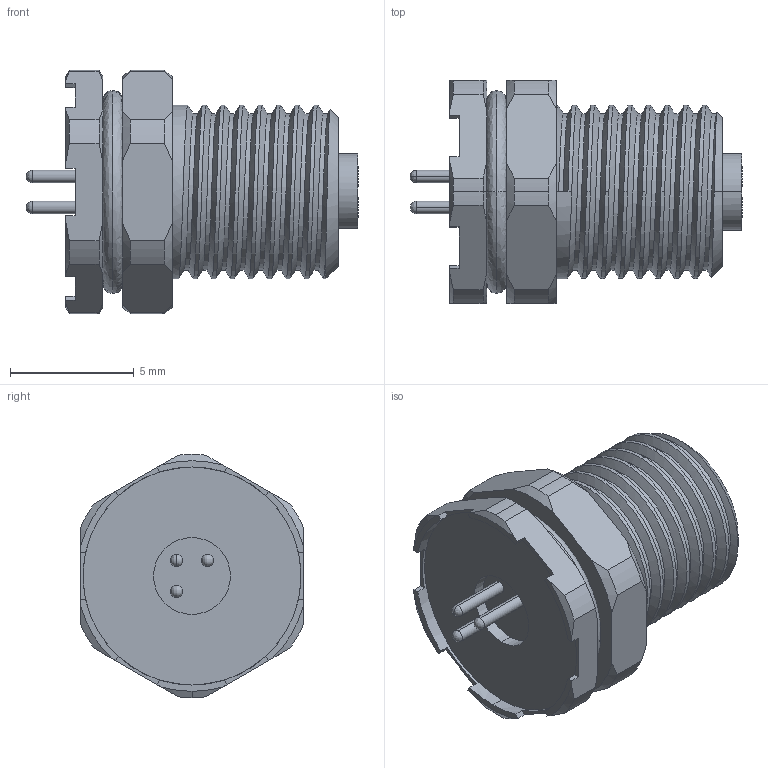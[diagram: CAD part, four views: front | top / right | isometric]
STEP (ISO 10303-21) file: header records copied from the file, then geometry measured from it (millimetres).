
FILE_DESCRIPTION (( 'STEP AP203' ), '1' );
FILE_NAME ('P15(3pin).STEP', '2020-03-30T05:48:33', ( 'edpusr' ), ( 'Microsoft' ), 'SwSTEP 2.0', 'SolidWorks 2015', '' );
FILE_SCHEMA (( 'CONFIG_CONTROL_DESIGN' ));
Length unit declared in the file: millimetre
Products named in the file (1): P15(3pin)
Bounding box: 13.4 x 9 x 9.82 mm (x, y, z)
Volume: 426.5 mm3; surface area: 733.3 mm2
Topology: 1 solids, 1 shells, 176 faces, 481 edges, 311 vertices
Faces by surface type: cylinder 68, plane 54, cone 38, bspline 16
Entity records: 8476 total; most frequent: CARTESIAN_POINT 4247, ORIENTED_EDGE 946, DIRECTION 805, EDGE_CURVE 473, VERTEX_POINT 311, AXIS2_PLACEMENT_3D 302, LINE 201, VECTOR 201
